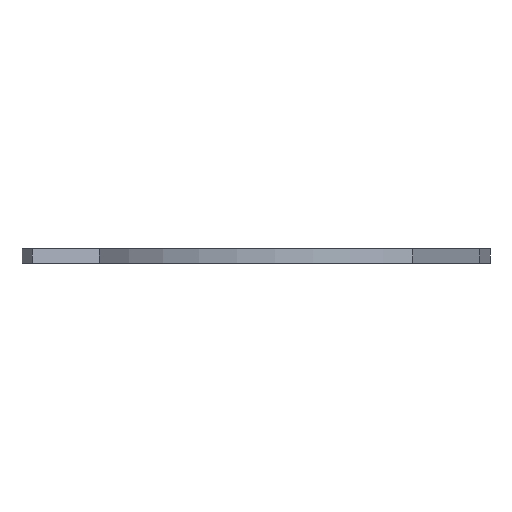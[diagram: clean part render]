
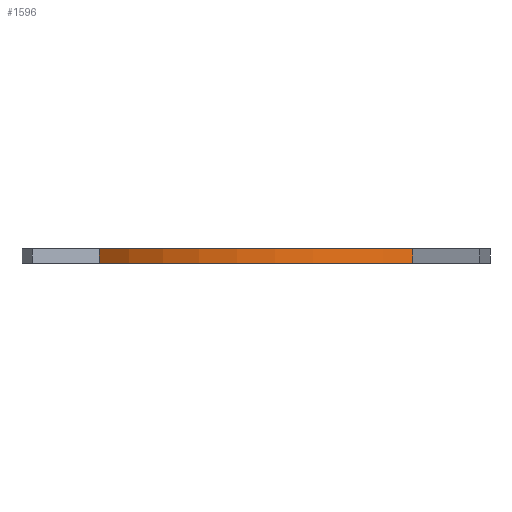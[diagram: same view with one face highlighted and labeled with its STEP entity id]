
A CAD part, left-side view. The second image highlights one B-rep face of the part: STEP entity #1596.
In plain terms, the highlighted cylindrical face has radius 25.93 mm (diameter 51.86 mm), a partial arc.
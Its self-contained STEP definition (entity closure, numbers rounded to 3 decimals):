
#83 = PLANE('',#84);
#84 = AXIS2_PLACEMENT_3D('',#85,#86,#87);
#85 = CARTESIAN_POINT('',(169.418,-102.87,1.6));
#86 = DIRECTION('',(-0.,-0.,-1.));
#87 = DIRECTION('',(-1.,0.,0.));
#137 = PLANE('',#138);
#138 = AXIS2_PLACEMENT_3D('',#139,#140,#141);
#139 = CARTESIAN_POINT('',(169.418,-102.87,0.));
#140 = DIRECTION('',(-0.,-0.,-1.));
#141 = DIRECTION('',(-1.,0.,0.));
#485 = VERTEX_POINT('',#486);
#486 = CARTESIAN_POINT('',(150.238,-120.32,0.));
#500 = PLANE('',#501);
#501 = AXIS2_PLACEMENT_3D('',#502,#503,#504);
#502 = CARTESIAN_POINT('',(147.477,-127.765,0.));
#503 = DIRECTION('',(-0.938,0.348,0.));
#504 = DIRECTION('',(0.348,0.938,0.));
#512 = EDGE_CURVE('',#513,#485,#515,.T.);
#513 = VERTEX_POINT('',#514);
#514 = CARTESIAN_POINT('',(150.24,-85.417,0.));
#515 = SURFACE_CURVE('',#516,(#521,#532),.PCURVE_S1.);
#516 = CIRCLE('',#517,25.93);
#517 = AXIS2_PLACEMENT_3D('',#518,#519,#520);
#518 = CARTESIAN_POINT('',(169.418,-102.87,0.));
#519 = DIRECTION('',(0.,0.,1.));
#520 = DIRECTION('',(1.,0.,-0.));
#521 = PCURVE('',#137,#522);
#522 = DEFINITIONAL_REPRESENTATION('',(#523),#531);
#523 = ( BOUNDED_CURVE() B_SPLINE_CURVE(2,(#524,#525,#526,#527,#528,#529
,#530),.UNSPECIFIED.,.F.,.F.) B_SPLINE_CURVE_WITH_KNOTS((1,2,2,2,2,1),(
    -2.094,0.,2.094,4.189,6.283,
8.378),.UNSPECIFIED.) CURVE() GEOMETRIC_REPRESENTATION_ITEM() 
RATIONAL_B_SPLINE_CURVE((1.,0.5,1.,0.5,1.,0.5,1.)) REPRESENTATION_ITEM(
  '') );
#524 = CARTESIAN_POINT('',(-25.93,0.));
#525 = CARTESIAN_POINT('',(-25.93,44.912));
#526 = CARTESIAN_POINT('',(12.965,22.456));
#527 = CARTESIAN_POINT('',(51.86,0.));
#528 = CARTESIAN_POINT('',(12.965,-22.456));
#529 = CARTESIAN_POINT('',(-25.93,-44.913));
#530 = CARTESIAN_POINT('',(-25.93,0.));
#531 = ( GEOMETRIC_REPRESENTATION_CONTEXT(2) 
PARAMETRIC_REPRESENTATION_CONTEXT() REPRESENTATION_CONTEXT('2D SPACE',''
  ) );
#532 = PCURVE('',#533,#538);
#533 = CYLINDRICAL_SURFACE('',#534,25.93);
#534 = AXIS2_PLACEMENT_3D('',#535,#536,#537);
#535 = CARTESIAN_POINT('',(169.418,-102.87,0.));
#536 = DIRECTION('',(-0.,-0.,-1.));
#537 = DIRECTION('',(1.,0.,-0.));
#538 = DEFINITIONAL_REPRESENTATION('',(#539),#543);
#539 = LINE('',#540,#541);
#540 = CARTESIAN_POINT('',(-0.,0.));
#541 = VECTOR('',#542,1.);
#542 = DIRECTION('',(-1.,0.));
#543 = ( GEOMETRIC_REPRESENTATION_CONTEXT(2) 
PARAMETRIC_REPRESENTATION_CONTEXT() REPRESENTATION_CONTEXT('2D SPACE',''
  ) );
#561 = PLANE('',#562);
#562 = AXIS2_PLACEMENT_3D('',#563,#564,#565);
#563 = CARTESIAN_POINT('',(150.24,-85.417,0.));
#564 = DIRECTION('',(-0.937,-0.35,0.));
#565 = DIRECTION('',(-0.35,0.937,0.));
#1008 = VERTEX_POINT('',#1009);
#1009 = CARTESIAN_POINT('',(150.238,-120.32,1.6));
#1030 = EDGE_CURVE('',#1031,#1008,#1033,.T.);
#1031 = VERTEX_POINT('',#1032);
#1032 = CARTESIAN_POINT('',(150.24,-85.417,1.6));
#1033 = SURFACE_CURVE('',#1034,(#1039,#1050),.PCURVE_S1.);
#1034 = CIRCLE('',#1035,25.93);
#1035 = AXIS2_PLACEMENT_3D('',#1036,#1037,#1038);
#1036 = CARTESIAN_POINT('',(169.418,-102.87,1.6));
#1037 = DIRECTION('',(0.,0.,1.));
#1038 = DIRECTION('',(1.,0.,-0.));
#1039 = PCURVE('',#83,#1040);
#1040 = DEFINITIONAL_REPRESENTATION('',(#1041),#1049);
#1041 = ( BOUNDED_CURVE() B_SPLINE_CURVE(2,(#1042,#1043,#1044,#1045,
#1046,#1047,#1048),.UNSPECIFIED.,.F.,.F.) B_SPLINE_CURVE_WITH_KNOTS((1,2
    ,2,2,2,1),(-2.094,0.,2.094,4.189,
6.283,8.378),.UNSPECIFIED.) CURVE() 
GEOMETRIC_REPRESENTATION_ITEM() RATIONAL_B_SPLINE_CURVE((1.,0.5,1.,0.5,
1.,0.5,1.)) REPRESENTATION_ITEM('') );
#1042 = CARTESIAN_POINT('',(-25.93,0.));
#1043 = CARTESIAN_POINT('',(-25.93,44.912));
#1044 = CARTESIAN_POINT('',(12.965,22.456));
#1045 = CARTESIAN_POINT('',(51.86,0.));
#1046 = CARTESIAN_POINT('',(12.965,-22.456));
#1047 = CARTESIAN_POINT('',(-25.93,-44.913));
#1048 = CARTESIAN_POINT('',(-25.93,0.));
#1049 = ( GEOMETRIC_REPRESENTATION_CONTEXT(2) 
PARAMETRIC_REPRESENTATION_CONTEXT() REPRESENTATION_CONTEXT('2D SPACE',''
  ) );
#1050 = PCURVE('',#533,#1051);
#1051 = DEFINITIONAL_REPRESENTATION('',(#1052),#1056);
#1052 = LINE('',#1053,#1054);
#1053 = CARTESIAN_POINT('',(-0.,-1.6));
#1054 = VECTOR('',#1055,1.);
#1055 = DIRECTION('',(-1.,0.));
#1056 = ( GEOMETRIC_REPRESENTATION_CONTEXT(2) 
PARAMETRIC_REPRESENTATION_CONTEXT() REPRESENTATION_CONTEXT('2D SPACE',''
  ) );
#1546 = EDGE_CURVE('',#513,#1031,#1547,.T.);
#1547 = SURFACE_CURVE('',#1548,(#1552,#1559),.PCURVE_S1.);
#1548 = LINE('',#1549,#1550);
#1549 = CARTESIAN_POINT('',(150.24,-85.417,0.));
#1550 = VECTOR('',#1551,1.);
#1551 = DIRECTION('',(0.,0.,1.));
#1552 = PCURVE('',#561,#1553);
#1553 = DEFINITIONAL_REPRESENTATION('',(#1554),#1558);
#1554 = LINE('',#1555,#1556);
#1555 = CARTESIAN_POINT('',(0.,0.));
#1556 = VECTOR('',#1557,1.);
#1557 = DIRECTION('',(0.,-1.));
#1558 = ( GEOMETRIC_REPRESENTATION_CONTEXT(2) 
PARAMETRIC_REPRESENTATION_CONTEXT() REPRESENTATION_CONTEXT('2D SPACE',''
  ) );
#1559 = PCURVE('',#533,#1560);
#1560 = DEFINITIONAL_REPRESENTATION('',(#1561),#1565);
#1561 = LINE('',#1562,#1563);
#1562 = CARTESIAN_POINT('',(-2.403,0.));
#1563 = VECTOR('',#1564,1.);
#1564 = DIRECTION('',(-0.,-1.));
#1565 = ( GEOMETRIC_REPRESENTATION_CONTEXT(2) 
PARAMETRIC_REPRESENTATION_CONTEXT() REPRESENTATION_CONTEXT('2D SPACE',''
  ) );
#1596 = ADVANCED_FACE('',(#1597),#533,.T.);
#1597 = FACE_BOUND('',#1598,.F.);
#1598 = EDGE_LOOP('',(#1599,#1600,#1601,#1622));
#1599 = ORIENTED_EDGE('',*,*,#1546,.T.);
#1600 = ORIENTED_EDGE('',*,*,#1030,.T.);
#1601 = ORIENTED_EDGE('',*,*,#1602,.F.);
#1602 = EDGE_CURVE('',#485,#1008,#1603,.T.);
#1603 = SURFACE_CURVE('',#1604,(#1608,#1615),.PCURVE_S1.);
#1604 = LINE('',#1605,#1606);
#1605 = CARTESIAN_POINT('',(150.238,-120.32,0.));
#1606 = VECTOR('',#1607,1.);
#1607 = DIRECTION('',(0.,0.,1.));
#1608 = PCURVE('',#533,#1609);
#1609 = DEFINITIONAL_REPRESENTATION('',(#1610),#1614);
#1610 = LINE('',#1611,#1612);
#1611 = CARTESIAN_POINT('',(-3.88,0.));
#1612 = VECTOR('',#1613,1.);
#1613 = DIRECTION('',(-0.,-1.));
#1614 = ( GEOMETRIC_REPRESENTATION_CONTEXT(2) 
PARAMETRIC_REPRESENTATION_CONTEXT() REPRESENTATION_CONTEXT('2D SPACE',''
  ) );
#1615 = PCURVE('',#500,#1616);
#1616 = DEFINITIONAL_REPRESENTATION('',(#1617),#1621);
#1617 = LINE('',#1618,#1619);
#1618 = CARTESIAN_POINT('',(7.94,0.));
#1619 = VECTOR('',#1620,1.);
#1620 = DIRECTION('',(0.,-1.));
#1621 = ( GEOMETRIC_REPRESENTATION_CONTEXT(2) 
PARAMETRIC_REPRESENTATION_CONTEXT() REPRESENTATION_CONTEXT('2D SPACE',''
  ) );
#1622 = ORIENTED_EDGE('',*,*,#512,.F.);
